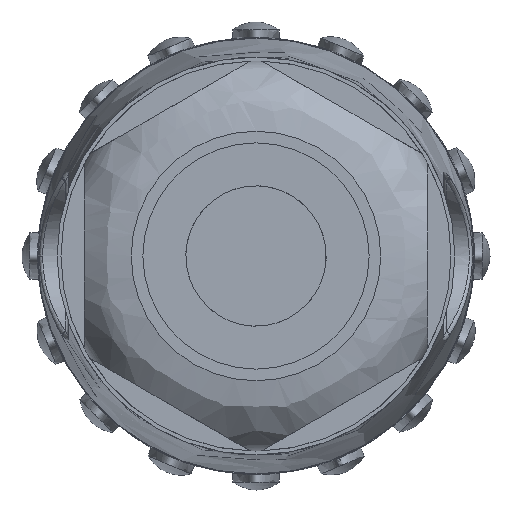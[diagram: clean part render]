
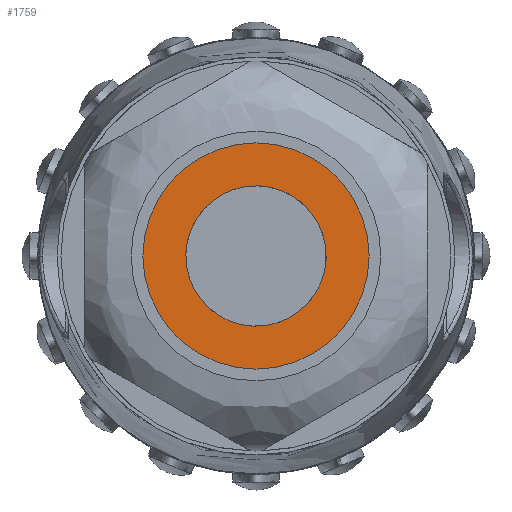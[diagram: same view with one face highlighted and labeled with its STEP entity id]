
A CAD part, left-side view. The second image highlights one B-rep face of the part: STEP entity #1759.
In plain terms, the highlighted planar face has unit normal (-1, 0, 0).
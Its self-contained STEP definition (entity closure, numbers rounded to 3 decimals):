
#224=FACE_BOUND('',#3695,.T.);
#225=FACE_BOUND('',#3696,.T.);
#877=PLANE('',#16284);
#1759=ADVANCED_FACE('',(#224,#225),#877,.T.);
#3695=EDGE_LOOP('',(#7358));
#3696=EDGE_LOOP('',(#7359));
#4372=CIRCLE('',#16281,4.5);
#4373=CIRCLE('',#16283,7.25);
#7358=ORIENTED_EDGE('',*,*,#11792,.F.);
#7359=ORIENTED_EDGE('',*,*,#11793,.T.);
#9881=VERTEX_POINT('',#25250);
#9882=VERTEX_POINT('',#25253);
#11792=EDGE_CURVE('',#9881,#9881,#4372,.T.);
#11793=EDGE_CURVE('',#9882,#9882,#4373,.T.);
#16281=AXIS2_PLACEMENT_3D('',#25249,#19275,#19276);
#16283=AXIS2_PLACEMENT_3D('',#25252,#19279,#19280);
#16284=AXIS2_PLACEMENT_3D('',#25254,#19281,#19282);
#19275=DIRECTION('',(-1.,0.,0.));
#19276=DIRECTION('',(0.,0.382,-0.924));
#19279=DIRECTION('',(-1.,0.,0.));
#19280=DIRECTION('',(0.,0.,1.));
#19281=DIRECTION('',(-1.,0.,0.));
#19282=DIRECTION('',(0.,0.382,-0.924));
#25249=CARTESIAN_POINT('',(-42.9,0.5,0.));
#25250=CARTESIAN_POINT('',(-42.9,2.218,-4.159));
#25252=CARTESIAN_POINT('',(-42.9,0.5,0.));
#25253=CARTESIAN_POINT('',(-42.9,0.5,7.25));
#25254=CARTESIAN_POINT('',(-42.9,5.571,12.212));
